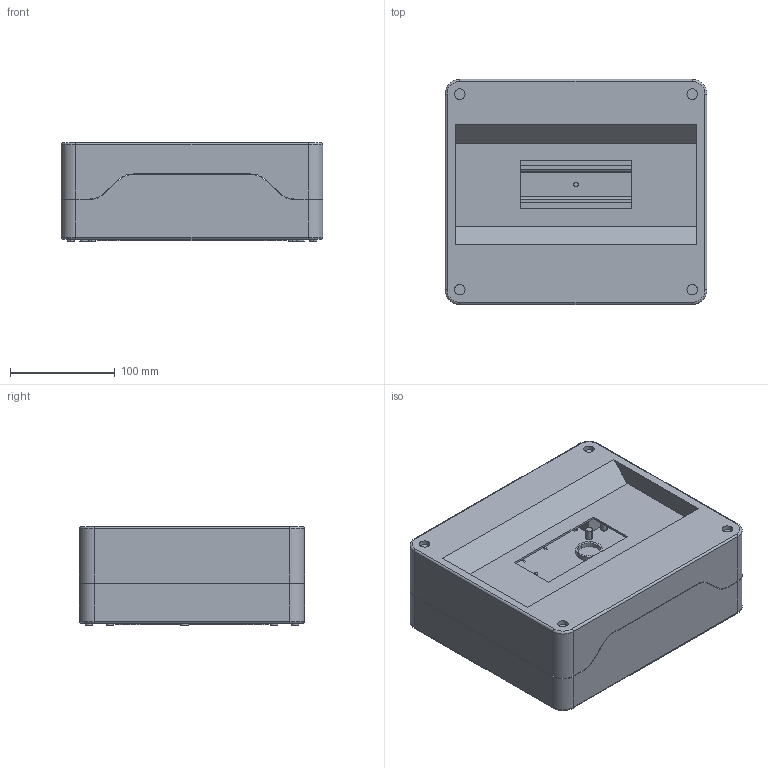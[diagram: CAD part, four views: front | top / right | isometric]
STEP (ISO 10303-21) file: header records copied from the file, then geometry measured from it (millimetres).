
FILE_DESCRIPTION((''),'2;1');
FILE_NAME('GW40028_ASM','2021-07-16T10:10:25',('User'),('Axiro Italia'),'CREO PARAMETRIC BY PTC INC, 2020354','CREO PARAMETRIC BY PTC INC, 2020354','');
FILE_SCHEMA(('CONFIG_CONTROL_DESIGN'));
Length unit declared in the file: millimetre
Products named in the file (4): GW40028_COMPONENTE_B_OR; GW40028_COMPONENTE_A_OR; GUIDA_DIN_12_1; GW40028_ASM
Assembly tree (3 placements, depth 2):
  GW40028_ASM
    GW40028_COMPONENTE_B_OR
    GW40028_COMPONENTE_A_OR
    GUIDA_DIN_12_1
Bounding box: 250 x 215 x 94.5 mm (x, y, z)
Volume: 723379.8 mm3; surface area: 433794.7 mm2
Topology: 3 solids, 3 shells, 760 faces, 2002 edges, 1313 vertices
Faces by surface type: plane 504, cylinder 208, cone 40, torus 8
Entity records: 23543 total; most frequent: CARTESIAN_POINT 4177, DIRECTION 4000, ORIENTED_EDGE 3992, EDGE_CURVE 1996, VECTOR 1494, LINE 1494, VERTEX_POINT 1313, AXIS2_PLACEMENT_3D 1253
